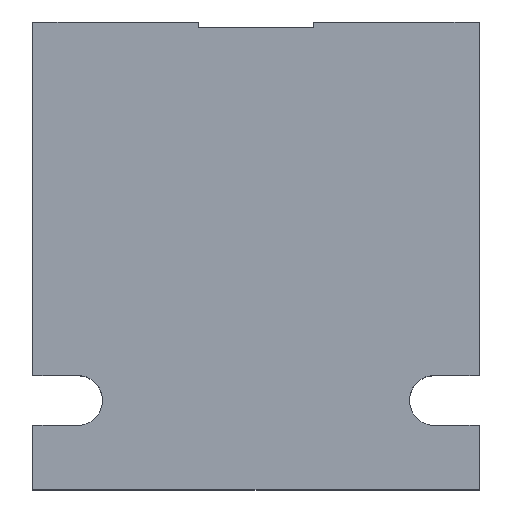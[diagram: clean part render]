
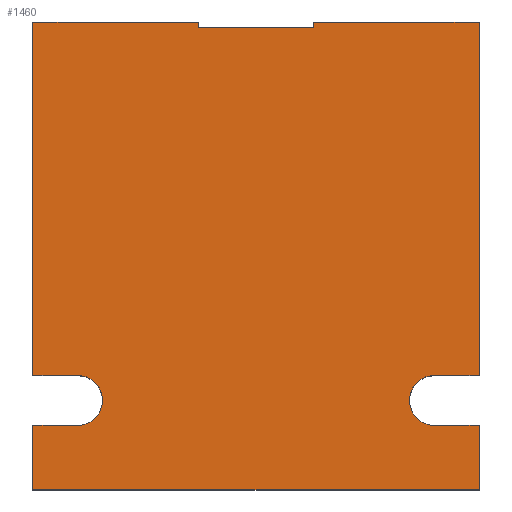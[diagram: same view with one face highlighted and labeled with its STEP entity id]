
A CAD part, top view. The second image highlights one B-rep face of the part: STEP entity #1460.
In plain terms, the highlighted planar face has unit normal (0, 0, 1).
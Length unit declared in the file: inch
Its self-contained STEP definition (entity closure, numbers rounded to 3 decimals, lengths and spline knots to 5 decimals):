
#899=CARTESIAN_POINT('',(0.32068,2.589,0.5));
#900=VERTEX_POINT('',#899);
#901=CARTESIAN_POINT('',(-0.32068,2.589,0.5));
#902=VERTEX_POINT('',#901);
#903=CARTESIAN_POINT('',(0.32068,2.589,0.5));
#904=DIRECTION('',(-1.0,0.0,0.0));
#905=VECTOR('',#904,0.64136);
#906=LINE('',#903,#905);
#907=EDGE_CURVE('',#900,#902,#906,.T.);
#1287=CARTESIAN_POINT('',(-0.32068,2.62,0.5));
#1288=VERTEX_POINT('',#1287);
#1289=CARTESIAN_POINT('',(-0.32068,2.589,0.5));
#1290=DIRECTION('',(0.0,1.0,0.0));
#1291=VECTOR('',#1290,0.031);
#1292=LINE('',#1289,#1291);
#1293=EDGE_CURVE('',#902,#1288,#1292,.T.);
#1319=CARTESIAN_POINT('',(0.32068,2.62,0.5));
#1320=VERTEX_POINT('',#1319);
#1321=CARTESIAN_POINT('',(0.32068,2.62,0.5));
#1322=DIRECTION('',(0.0,-1.0,0.0));
#1323=VECTOR('',#1322,0.031);
#1324=LINE('',#1321,#1323);
#1325=EDGE_CURVE('',#1320,#900,#1324,.T.);
#1346=CARTESIAN_POINT('',(0.,1.31,0.5));
#1347=DIRECTION('',(0.0,0.0,1.0));
#1348=DIRECTION('',(1.0,0.0,0.0));
#1349=AXIS2_PLACEMENT_3D('',#1346,#1347,#1348);
#1350=PLANE('',#1349);
#1351=ORIENTED_EDGE('',*,*,#1325,.T.);
#1352=ORIENTED_EDGE('',*,*,#907,.T.);
#1353=ORIENTED_EDGE('',*,*,#1293,.T.);
#1354=CARTESIAN_POINT('',(-1.25,2.62,0.5));
#1355=VERTEX_POINT('',#1354);
#1356=CARTESIAN_POINT('',(-1.25,2.62,0.5));
#1357=DIRECTION('',(1.0,0.0,0.0));
#1358=VECTOR('',#1357,0.92932);
#1359=LINE('',#1356,#1358);
#1360=EDGE_CURVE('',#1355,#1288,#1359,.T.);
#1361=ORIENTED_EDGE('',*,*,#1360,.F.);
#1362=CARTESIAN_POINT('',(-1.25,0.64,0.5));
#1363=VERTEX_POINT('',#1362);
#1364=CARTESIAN_POINT('',(-1.25,0.64,0.5));
#1365=DIRECTION('',(0.0,1.0,0.0));
#1366=VECTOR('',#1365,1.98);
#1367=LINE('',#1364,#1366);
#1368=EDGE_CURVE('',#1363,#1355,#1367,.T.);
#1369=ORIENTED_EDGE('',*,*,#1368,.F.);
#1370=CARTESIAN_POINT('',(-1.0,0.64,0.5));
#1371=VERTEX_POINT('',#1370);
#1372=CARTESIAN_POINT('',(-1.25,0.64,0.5));
#1373=DIRECTION('',(1.0,0.0,0.0));
#1374=VECTOR('',#1373,0.25);
#1375=LINE('',#1372,#1374);
#1376=EDGE_CURVE('',#1363,#1371,#1375,.T.);
#1377=ORIENTED_EDGE('',*,*,#1376,.T.);
#1378=CARTESIAN_POINT('',(-1.0,0.36,0.5));
#1379=VERTEX_POINT('',#1378);
#1380=CARTESIAN_POINT('',(-1.0,0.5,0.5));
#1381=DIRECTION('',(0.0,0.0,-1.0));
#1382=DIRECTION('',(0.0,1.0,0.0));
#1383=AXIS2_PLACEMENT_3D('',#1380,#1381,#1382);
#1384=CIRCLE('',#1383,0.14);
#1385=EDGE_CURVE('',#1371,#1379,#1384,.T.);
#1386=ORIENTED_EDGE('',*,*,#1385,.T.);
#1387=CARTESIAN_POINT('',(-1.25,0.36,0.5));
#1388=VERTEX_POINT('',#1387);
#1389=CARTESIAN_POINT('',(-1.0,0.36,0.5));
#1390=DIRECTION('',(-1.0,0.0,0.0));
#1391=VECTOR('',#1390,0.25);
#1392=LINE('',#1389,#1391);
#1393=EDGE_CURVE('',#1379,#1388,#1392,.T.);
#1394=ORIENTED_EDGE('',*,*,#1393,.T.);
#1395=CARTESIAN_POINT('',(-1.25,0.0,0.5));
#1396=VERTEX_POINT('',#1395);
#1397=CARTESIAN_POINT('',(-1.25,0.0,0.5));
#1398=DIRECTION('',(0.0,1.0,0.0));
#1399=VECTOR('',#1398,0.36);
#1400=LINE('',#1397,#1399);
#1401=EDGE_CURVE('',#1396,#1388,#1400,.T.);
#1402=ORIENTED_EDGE('',*,*,#1401,.F.);
#1403=CARTESIAN_POINT('',(1.25,0.0,0.5));
#1404=VERTEX_POINT('',#1403);
#1405=CARTESIAN_POINT('',(1.25,0.0,0.5));
#1406=DIRECTION('',(-1.0,0.0,0.0));
#1407=VECTOR('',#1406,2.5);
#1408=LINE('',#1405,#1407);
#1409=EDGE_CURVE('',#1404,#1396,#1408,.T.);
#1410=ORIENTED_EDGE('',*,*,#1409,.F.);
#1411=CARTESIAN_POINT('',(1.25,0.36,0.5));
#1412=VERTEX_POINT('',#1411);
#1413=CARTESIAN_POINT('',(1.25,0.36,0.5));
#1414=DIRECTION('',(0.0,-1.0,0.0));
#1415=VECTOR('',#1414,0.36);
#1416=LINE('',#1413,#1415);
#1417=EDGE_CURVE('',#1412,#1404,#1416,.T.);
#1418=ORIENTED_EDGE('',*,*,#1417,.F.);
#1419=CARTESIAN_POINT('',(1.0,0.36,0.5));
#1420=VERTEX_POINT('',#1419);
#1421=CARTESIAN_POINT('',(1.25,0.36,0.5));
#1422=DIRECTION('',(-1.0,0.0,0.0));
#1423=VECTOR('',#1422,0.25);
#1424=LINE('',#1421,#1423);
#1425=EDGE_CURVE('',#1412,#1420,#1424,.T.);
#1426=ORIENTED_EDGE('',*,*,#1425,.T.);
#1427=CARTESIAN_POINT('',(1.0,0.64,0.5));
#1428=VERTEX_POINT('',#1427);
#1429=CARTESIAN_POINT('',(1.0,0.5,0.5));
#1430=DIRECTION('',(0.0,0.0,-1.0));
#1431=DIRECTION('',(0.0,1.0,0.0));
#1432=AXIS2_PLACEMENT_3D('',#1429,#1430,#1431);
#1433=CIRCLE('',#1432,0.14);
#1434=EDGE_CURVE('',#1420,#1428,#1433,.T.);
#1435=ORIENTED_EDGE('',*,*,#1434,.T.);
#1436=CARTESIAN_POINT('',(1.25,0.64,0.5));
#1437=VERTEX_POINT('',#1436);
#1438=CARTESIAN_POINT('',(1.0,0.64,0.5));
#1439=DIRECTION('',(1.0,0.0,0.0));
#1440=VECTOR('',#1439,0.25);
#1441=LINE('',#1438,#1440);
#1442=EDGE_CURVE('',#1428,#1437,#1441,.T.);
#1443=ORIENTED_EDGE('',*,*,#1442,.T.);
#1444=CARTESIAN_POINT('',(1.25,2.62,0.5));
#1445=VERTEX_POINT('',#1444);
#1446=CARTESIAN_POINT('',(1.25,2.62,0.5));
#1447=DIRECTION('',(0.0,-1.0,0.0));
#1448=VECTOR('',#1447,1.98);
#1449=LINE('',#1446,#1448);
#1450=EDGE_CURVE('',#1445,#1437,#1449,.T.);
#1451=ORIENTED_EDGE('',*,*,#1450,.F.);
#1452=CARTESIAN_POINT('',(0.32068,2.62,0.5));
#1453=DIRECTION('',(1.0,0.0,0.0));
#1454=VECTOR('',#1453,0.92932);
#1455=LINE('',#1452,#1454);
#1456=EDGE_CURVE('',#1320,#1445,#1455,.T.);
#1457=ORIENTED_EDGE('',*,*,#1456,.F.);
#1458=EDGE_LOOP('',(#1351,#1352,#1353,#1361,#1369,#1377,#1386,#1394,#1402,#1410,#1418,#1426,#1435,#1443,#1451,#1457));
#1459=FACE_OUTER_BOUND('',#1458,.T.);
#1460=ADVANCED_FACE('',(#1459),#1350,.T.);
